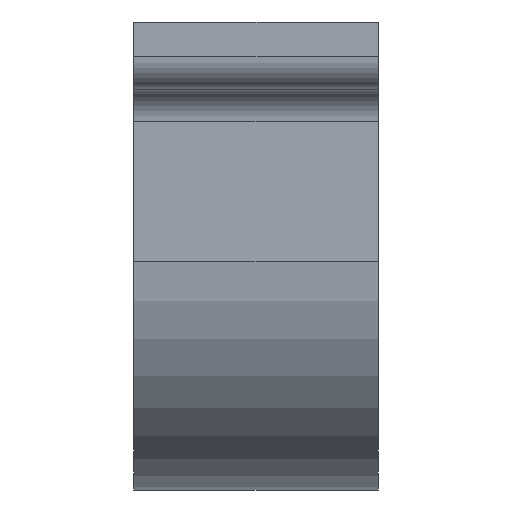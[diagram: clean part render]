
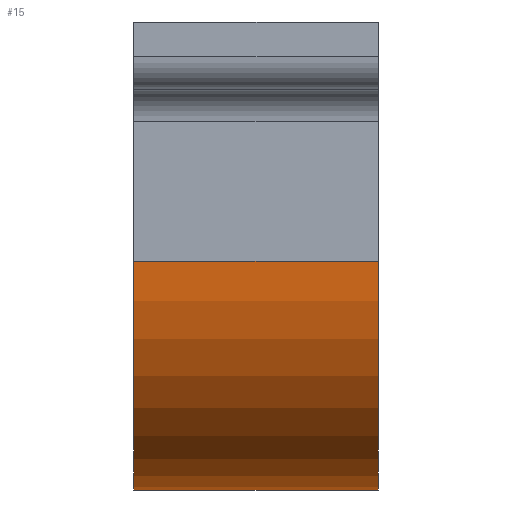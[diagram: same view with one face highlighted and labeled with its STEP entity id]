
A CAD part, left-side view. The second image highlights one B-rep face of the part: STEP entity #15.
In plain terms, the highlighted cylindrical face has radius 8.979 mm (diameter 17.958 mm), a partial arc.
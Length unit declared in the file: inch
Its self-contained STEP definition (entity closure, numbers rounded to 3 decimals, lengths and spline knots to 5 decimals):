
#2 = ORIENTED_EDGE ( 'NONE', *, *, #344, .F. ) ;
#15 = ADVANCED_FACE ( 'NONE', ( #546 ), #519, .T. ) ;
#26 = LINE ( 'NONE', #111, #723 ) ;
#43 = VERTEX_POINT ( 'NONE', #396 ) ;
#46 = LINE ( 'NONE', #593, #572 ) ;
#50 = CARTESIAN_POINT ( 'NONE',  ( -0.3535, 0., 0. ) ) ;
#80 = AXIS2_PLACEMENT_3D ( 'NONE', #311, #170, #167 ) ;
#93 = VERTEX_POINT ( 'NONE', #198 ) ;
#104 = DIRECTION ( 'NONE',  ( 0., -1., 0. ) ) ;
#111 = CARTESIAN_POINT ( 'NONE',  ( -0.3535, 0.377, 0. ) ) ;
#141 = VERTEX_POINT ( 'NONE', #712 ) ;
#165 = ORIENTED_EDGE ( 'NONE', *, *, #322, .T. ) ;
#167 = DIRECTION ( 'NONE',  ( 0., 0., -1. ) ) ;
#170 = DIRECTION ( 'NONE',  ( 0., -1., 0. ) ) ;
#188 = ORIENTED_EDGE ( 'NONE', *, *, #307, .T. ) ;
#198 = CARTESIAN_POINT ( 'NONE',  ( 0., 0.377, -0.3535 ) ) ;
#238 = DIRECTION ( 'NONE',  ( 0., 1., 0. ) ) ;
#241 = DIRECTION ( 'NONE',  ( 0., 0., 1. ) ) ;
#296 = EDGE_CURVE ( 'NONE', #93, #43, #764, .T. ) ;
#307 = EDGE_CURVE ( 'NONE', #93, #141, #46, .T. ) ;
#311 = CARTESIAN_POINT ( 'NONE',  ( 0., 0.377, 0. ) ) ;
#315 = DIRECTION ( 'NONE',  ( 0., 0., 1. ) ) ;
#322 = EDGE_CURVE ( 'NONE', #141, #682, #748, .T. ) ;
#344 = EDGE_CURVE ( 'NONE', #43, #682, #26, .T. ) ;
#378 = DIRECTION ( 'NONE',  ( 0., 1., 0. ) ) ;
#396 = CARTESIAN_POINT ( 'NONE',  ( -0.3535, 0.377, 0. ) ) ;
#444 = CARTESIAN_POINT ( 'NONE',  ( 0., 0.377, 0. ) ) ;
#452 = EDGE_LOOP ( 'NONE', ( #641, #188, #165, #2 ) ) ;
#516 = AXIS2_PLACEMENT_3D ( 'NONE', #444, #378, #315 ) ;
#519 = CYLINDRICAL_SURFACE ( 'NONE', #80, 0.3535 ) ;
#528 = AXIS2_PLACEMENT_3D ( 'NONE', #833, #238, #241 ) ;
#546 = FACE_OUTER_BOUND ( 'NONE', #452, .T. ) ;
#572 = VECTOR ( 'NONE', #660, 39.37008 ) ;
#593 = CARTESIAN_POINT ( 'NONE',  ( 0., 0.377, -0.3535 ) ) ;
#641 = ORIENTED_EDGE ( 'NONE', *, *, #296, .F. ) ;
#660 = DIRECTION ( 'NONE',  ( 0., -1., 0. ) ) ;
#682 = VERTEX_POINT ( 'NONE', #50 ) ;
#712 = CARTESIAN_POINT ( 'NONE',  ( 0., 0., -0.3535 ) ) ;
#723 = VECTOR ( 'NONE', #104, 39.37008 ) ;
#748 = CIRCLE ( 'NONE', #528, 0.3535 ) ;
#764 = CIRCLE ( 'NONE', #516, 0.3535 ) ;
#833 = CARTESIAN_POINT ( 'NONE',  ( 0., 0., 0. ) ) ;
